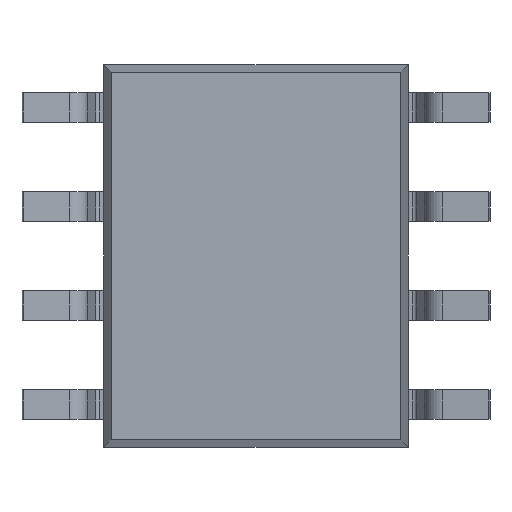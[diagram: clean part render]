
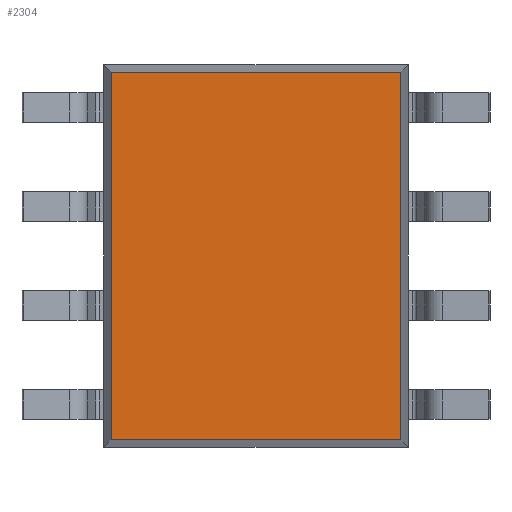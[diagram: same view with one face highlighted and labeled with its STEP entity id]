
A CAD part, front view. The second image highlights one B-rep face of the part: STEP entity #2304.
In plain terms, the highlighted planar face has unit normal (0, -1, 0).
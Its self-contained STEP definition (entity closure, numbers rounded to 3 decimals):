
#259=FACE_OUTER_BOUND('',#389,.T.);
#389=EDGE_LOOP('',(#2073,#2074,#2075,#2076));
#640=LINE('',#3821,#896);
#643=LINE('',#3826,#899);
#645=LINE('',#3830,#901);
#646=LINE('',#3832,#902);
#896=VECTOR('',#3154,1000.);
#899=VECTOR('',#3159,1000.);
#901=VECTOR('',#3163,1000.);
#902=VECTOR('',#3166,1000.);
#1111=VERTEX_POINT('',#3818);
#1112=VERTEX_POINT('',#3820);
#1113=VERTEX_POINT('',#3824);
#1114=VERTEX_POINT('',#3828);
#1430=EDGE_CURVE('',#1112,#1111,#640,.T.);
#1433=EDGE_CURVE('',#1111,#1113,#643,.T.);
#1435=EDGE_CURVE('',#1113,#1114,#645,.T.);
#1436=EDGE_CURVE('',#1114,#1112,#646,.T.);
#2073=ORIENTED_EDGE('',*,*,#1430,.T.);
#2074=ORIENTED_EDGE('',*,*,#1433,.T.);
#2075=ORIENTED_EDGE('',*,*,#1435,.T.);
#2076=ORIENTED_EDGE('',*,*,#1436,.T.);
#2175=PLANE('',#2521);
#2304=ADVANCED_FACE('',(#259),#2175,.T.);
#2521=AXIS2_PLACEMENT_3D('',#3833,#3167,#3168);
#3154=DIRECTION('',(1.,0.,0.));
#3159=DIRECTION('',(0.,0.,1.));
#3163=DIRECTION('',(-1.,0.,0.));
#3166=DIRECTION('',(0.,0.,-1.));
#3167=DIRECTION('center_axis',(0.,-1.,0.));
#3168=DIRECTION('ref_axis',(0.,0.,-1.));
#3818=CARTESIAN_POINT('',(1.859,0.25,-2.359));
#3820=CARTESIAN_POINT('',(-1.859,0.25,-2.359));
#3821=CARTESIAN_POINT('',(-1.95,0.25,-2.359));
#3824=CARTESIAN_POINT('',(1.859,0.25,2.359));
#3826=CARTESIAN_POINT('',(1.859,0.25,-2.45));
#3828=CARTESIAN_POINT('',(-1.859,0.25,2.359));
#3830=CARTESIAN_POINT('',(1.95,0.25,2.359));
#3832=CARTESIAN_POINT('',(-1.859,0.25,2.45));
#3833=CARTESIAN_POINT('Origin',(0.,0.25,0.));
